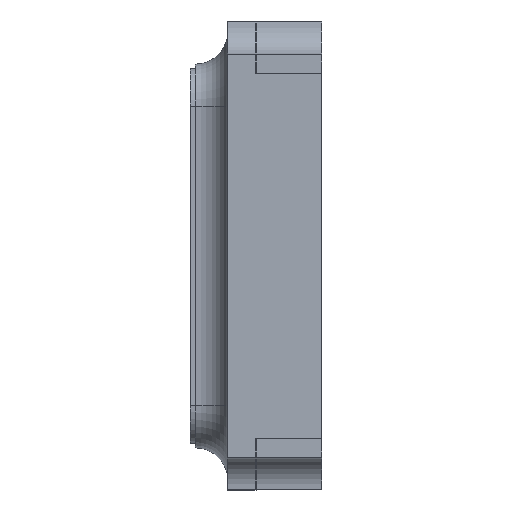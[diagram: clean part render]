
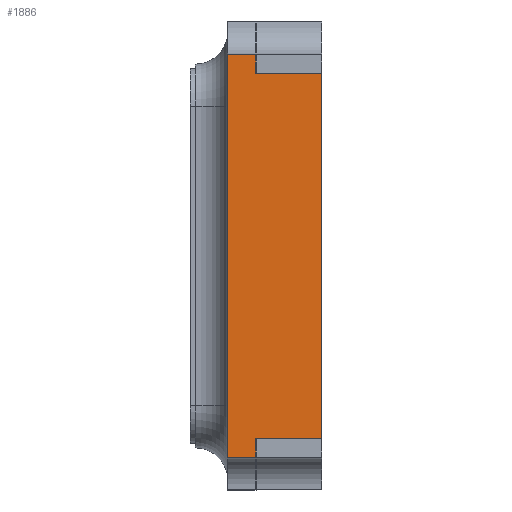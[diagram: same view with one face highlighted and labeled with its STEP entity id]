
A CAD part, left-side view. The second image highlights one B-rep face of the part: STEP entity #1886.
In plain terms, the highlighted planar face has unit normal (-1, 0, 0).
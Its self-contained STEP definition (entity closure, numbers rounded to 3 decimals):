
#112 = VECTOR ( 'NONE', #1953, 1000. ) ;
#127 = DIRECTION ( 'NONE',  ( 0., 1., 0. ) ) ;
#141 = EDGE_CURVE ( 'NONE', #1655, #261, #338, .T. ) ;
#207 = CARTESIAN_POINT ( 'NONE',  ( -1.6, 0.5, 1.25 ) ) ;
#225 = CARTESIAN_POINT ( 'NONE',  ( -1.6, 0.5, 1.25 ) ) ;
#261 = VERTEX_POINT ( 'NONE', #2738 ) ;
#306 = DIRECTION ( 'NONE',  ( 0., -1., 0. ) ) ;
#338 = LINE ( 'NONE', #1496, #1741 ) ;
#526 = CARTESIAN_POINT ( 'NONE',  ( -1.6, 0., -0.975 ) ) ;
#585 = ORIENTED_EDGE ( 'NONE', *, *, #3247, .F. ) ;
#593 = EDGE_CURVE ( 'NONE', #3004, #1966, #2292, .T. ) ;
#638 = CARTESIAN_POINT ( 'NONE',  ( -1.6, 0., 0.975 ) ) ;
#643 = VECTOR ( 'NONE', #2085, 1000. ) ;
#719 = CARTESIAN_POINT ( 'NONE',  ( -1.6, 0., 1.25 ) ) ;
#771 = EDGE_CURVE ( 'NONE', #1655, #1745, #3203, .T. ) ;
#782 = LINE ( 'NONE', #1035, #2580 ) ;
#800 = CARTESIAN_POINT ( 'NONE',  ( -1.6, 0.35, -0.975 ) ) ;
#926 = CARTESIAN_POINT ( 'NONE',  ( -1.6, 0.35, -0.975 ) ) ;
#995 = LINE ( 'NONE', #719, #1273 ) ;
#1024 = VERTEX_POINT ( 'NONE', #638 ) ;
#1035 = CARTESIAN_POINT ( 'NONE',  ( -1.6, 0., 1.075 ) ) ;
#1083 = EDGE_CURVE ( 'NONE', #1966, #1024, #995, .T. ) ;
#1107 = VECTOR ( 'NONE', #3738, 1000. ) ;
#1254 = CARTESIAN_POINT ( 'NONE',  ( -1.6, 0.5, -1.075 ) ) ;
#1262 = ORIENTED_EDGE ( 'NONE', *, *, #141, .T. ) ;
#1273 = VECTOR ( 'NONE', #3016, 1000. ) ;
#1303 = ORIENTED_EDGE ( 'NONE', *, *, #3681, .T. ) ;
#1309 = ORIENTED_EDGE ( 'NONE', *, *, #593, .T. ) ;
#1392 = ORIENTED_EDGE ( 'NONE', *, *, #3529, .F. ) ;
#1478 = CARTESIAN_POINT ( 'NONE',  ( -1.6, 0.35, 0.975 ) ) ;
#1496 = CARTESIAN_POINT ( 'NONE',  ( -1.6, 0., -1.075 ) ) ;
#1655 = VERTEX_POINT ( 'NONE', #1254 ) ;
#1708 = DIRECTION ( 'NONE',  ( 0., 0., -1. ) ) ;
#1741 = VECTOR ( 'NONE', #306, 1000. ) ;
#1745 = VERTEX_POINT ( 'NONE', #3363 ) ;
#1886 = ADVANCED_FACE ( 'NONE', ( #2696 ), #3718, .F. ) ;
#1953 = DIRECTION ( 'NONE',  ( 0., 0., 1. ) ) ;
#1966 = VERTEX_POINT ( 'NONE', #526 ) ;
#2075 = CARTESIAN_POINT ( 'NONE',  ( -1.6, 0.35, -0.975 ) ) ;
#2085 = DIRECTION ( 'NONE',  ( 0., -1., 0. ) ) ;
#2155 = VECTOR ( 'NONE', #3292, 1000. ) ;
#2209 = ORIENTED_EDGE ( 'NONE', *, *, #1083, .T. ) ;
#2255 = DIRECTION ( 'NONE',  ( 0., 0., -1. ) ) ;
#2283 = ORIENTED_EDGE ( 'NONE', *, *, #771, .F. ) ;
#2292 = LINE ( 'NONE', #926, #2155 ) ;
#2520 = ORIENTED_EDGE ( 'NONE', *, *, #3816, .F. ) ;
#2580 = VECTOR ( 'NONE', #127, 1000. ) ;
#2619 = LINE ( 'NONE', #2892, #2943 ) ;
#2669 = LINE ( 'NONE', #3252, #643 ) ;
#2696 = FACE_OUTER_BOUND ( 'NONE', #3036, .T. ) ;
#2738 = CARTESIAN_POINT ( 'NONE',  ( -1.6, 0.35, -1.075 ) ) ;
#2892 = CARTESIAN_POINT ( 'NONE',  ( -1.6, 0.35, 0.975 ) ) ;
#2910 = VERTEX_POINT ( 'NONE', #3754 ) ;
#2943 = VECTOR ( 'NONE', #1708, 1000. ) ;
#3004 = VERTEX_POINT ( 'NONE', #2075 ) ;
#3016 = DIRECTION ( 'NONE',  ( 0., 0., 1. ) ) ;
#3036 = EDGE_LOOP ( 'NONE', ( #585, #1309, #2209, #1392, #2520, #1303, #2283, #1262 ) ) ;
#3203 = LINE ( 'NONE', #225, #112 ) ;
#3247 = EDGE_CURVE ( 'NONE', #3004, #261, #3323, .T. ) ;
#3252 = CARTESIAN_POINT ( 'NONE',  ( -1.6, 0.35, 0.975 ) ) ;
#3292 = DIRECTION ( 'NONE',  ( 0., -1., 0. ) ) ;
#3323 = LINE ( 'NONE', #800, #1107 ) ;
#3363 = CARTESIAN_POINT ( 'NONE',  ( -1.6, 0.5, 1.075 ) ) ;
#3395 = DIRECTION ( 'NONE',  ( 1., 0., 0. ) ) ;
#3434 = VERTEX_POINT ( 'NONE', #1478 ) ;
#3529 = EDGE_CURVE ( 'NONE', #3434, #1024, #2669, .T. ) ;
#3657 = AXIS2_PLACEMENT_3D ( 'NONE', #207, #3395, #2255 ) ;
#3681 = EDGE_CURVE ( 'NONE', #2910, #1745, #782, .T. ) ;
#3718 = PLANE ( 'NONE',  #3657 ) ;
#3738 = DIRECTION ( 'NONE',  ( 0., 0., -1. ) ) ;
#3754 = CARTESIAN_POINT ( 'NONE',  ( -1.6, 0.35, 1.075 ) ) ;
#3816 = EDGE_CURVE ( 'NONE', #2910, #3434, #2619, .T. ) ;
